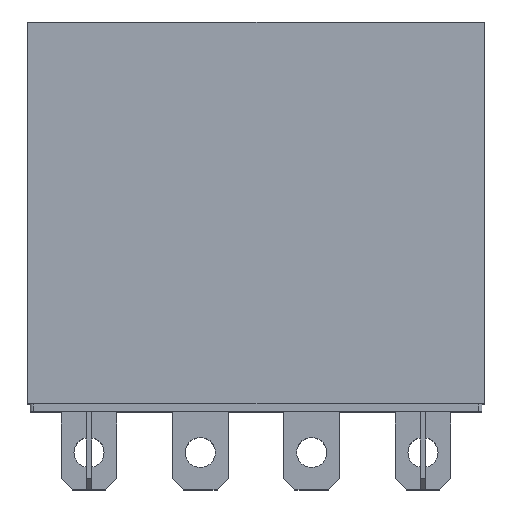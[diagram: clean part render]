
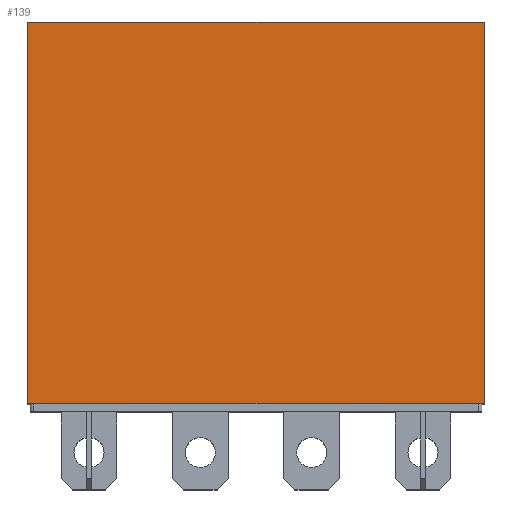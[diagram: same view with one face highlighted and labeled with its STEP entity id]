
A CAD part, top view. The second image highlights one B-rep face of the part: STEP entity #139.
In plain terms, the highlighted planar face has unit normal (0, 0, 1).
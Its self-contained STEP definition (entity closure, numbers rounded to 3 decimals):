
#112 = CARTESIAN_POINT ( 'NONE',  ( 20.5, 35., 13.5 ) ) ;
#139 = ADVANCED_FACE ( 'NONE', ( #2316 ), #3376, .F. ) ;
#148 = ORIENTED_EDGE ( 'NONE', *, *, #2069, .F. ) ;
#334 = VERTEX_POINT ( 'NONE', #4390 ) ;
#539 = DIRECTION ( 'NONE',  ( 0., -1., 0. ) ) ;
#570 = AXIS2_PLACEMENT_3D ( 'NONE', #3812, #1283, #4240 ) ;
#580 = CARTESIAN_POINT ( 'NONE',  ( 20.5, 35., 13.5 ) ) ;
#757 = VECTOR ( 'NONE', #539, 1000. ) ;
#1006 = DIRECTION ( 'NONE',  ( 1., 0., 0. ) ) ;
#1132 = CARTESIAN_POINT ( 'NONE',  ( -20.5, 0.7, 13.5 ) ) ;
#1211 = VECTOR ( 'NONE', #4068, 1000. ) ;
#1283 = DIRECTION ( 'NONE',  ( 0., 0., -1. ) ) ;
#1331 = LINE ( 'NONE', #3633, #1211 ) ;
#1425 = VERTEX_POINT ( 'NONE', #1543 ) ;
#1543 = CARTESIAN_POINT ( 'NONE',  ( -20.5, 35., 13.5 ) ) ;
#1562 = DIRECTION ( 'NONE',  ( -1., 0., 0. ) ) ;
#2069 = EDGE_CURVE ( 'NONE', #3142, #334, #4108, .T. ) ;
#2241 = VECTOR ( 'NONE', #1562, 1000. ) ;
#2271 = CARTESIAN_POINT ( 'NONE',  ( -20.5, 35., 13.5 ) ) ;
#2316 = FACE_OUTER_BOUND ( 'NONE', #5004, .T. ) ;
#2993 = VECTOR ( 'NONE', #1006, 1000. ) ;
#3142 = VERTEX_POINT ( 'NONE', #580 ) ;
#3178 = EDGE_CURVE ( 'NONE', #1425, #3142, #4381, .T. ) ;
#3346 = LINE ( 'NONE', #4917, #2241 ) ;
#3376 = PLANE ( 'NONE',  #570 ) ;
#3633 = CARTESIAN_POINT ( 'NONE',  ( -20.5, 35., 13.5 ) ) ;
#3689 = EDGE_CURVE ( 'NONE', #1425, #5272, #1331, .T. ) ;
#3786 = ORIENTED_EDGE ( 'NONE', *, *, #3689, .T. ) ;
#3812 = CARTESIAN_POINT ( 'NONE',  ( -20.5, 35., 13.5 ) ) ;
#4068 = DIRECTION ( 'NONE',  ( 0., -1., 0. ) ) ;
#4108 = LINE ( 'NONE', #112, #757 ) ;
#4234 = ORIENTED_EDGE ( 'NONE', *, *, #4764, .F. ) ;
#4240 = DIRECTION ( 'NONE',  ( -1., 0., 0. ) ) ;
#4381 = LINE ( 'NONE', #2271, #2993 ) ;
#4390 = CARTESIAN_POINT ( 'NONE',  ( 20.5, 0.7, 13.5 ) ) ;
#4537 = ORIENTED_EDGE ( 'NONE', *, *, #3178, .F. ) ;
#4764 = EDGE_CURVE ( 'NONE', #334, #5272, #3346, .T. ) ;
#4917 = CARTESIAN_POINT ( 'NONE',  ( 20.5, 0.7, 13.5 ) ) ;
#5004 = EDGE_LOOP ( 'NONE', ( #4234, #148, #4537, #3786 ) ) ;
#5272 = VERTEX_POINT ( 'NONE', #1132 ) ;
